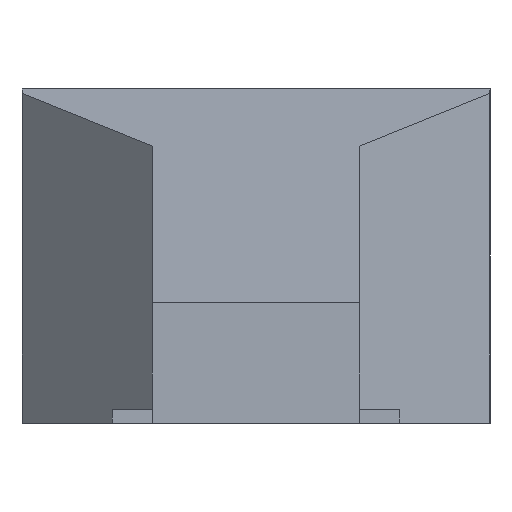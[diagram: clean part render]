
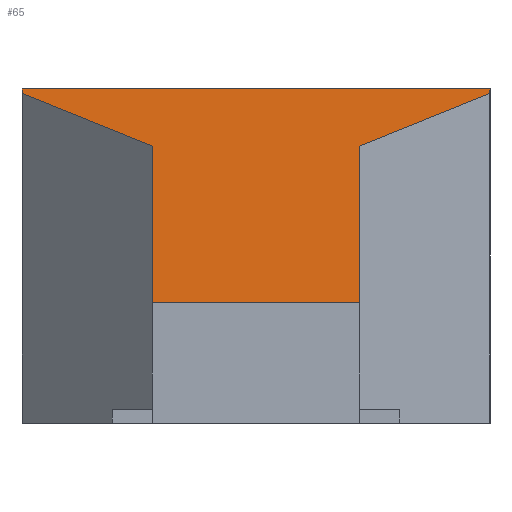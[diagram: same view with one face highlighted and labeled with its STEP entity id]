
A CAD part, left-side view. The second image highlights one B-rep face of the part: STEP entity #65.
In plain terms, the highlighted planar face has unit normal (-0.375, 0, 0.927).
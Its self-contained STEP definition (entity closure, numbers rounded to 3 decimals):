
#65=ADVANCED_FACE('',(#133),#134,.T.);
#133=FACE_OUTER_BOUND('',#202,.T.);
#134=PLANE('',#203);
#202=EDGE_LOOP('',(#334,#335,#336,#337,#338,#339,#340,#341));
#203=AXIS2_PLACEMENT_3D('',#342,#343,#344);
#334=ORIENTED_EDGE('',*,*,#446,.T.);
#335=ORIENTED_EDGE('',*,*,#455,.T.);
#336=ORIENTED_EDGE('',*,*,#486,.T.);
#337=ORIENTED_EDGE('',*,*,#478,.T.);
#338=ORIENTED_EDGE('',*,*,#470,.T.);
#339=ORIENTED_EDGE('',*,*,#487,.T.);
#340=ORIENTED_EDGE('',*,*,#488,.F.);
#341=ORIENTED_EDGE('',*,*,#482,.T.);
#342=CARTESIAN_POINT('',(0.0,0.,9.));
#343=DIRECTION('',(-0.375,0.,0.927));
#344=DIRECTION('',(0.0,-1.0,0.));
#446=EDGE_CURVE('',#538,#539,#540,.T.);
#455=EDGE_CURVE('',#539,#553,#555,.T.);
#470=EDGE_CURVE('',#574,#575,#576,.T.);
#478=EDGE_CURVE('',#588,#574,#589,.T.);
#482=EDGE_CURVE('',#594,#538,#595,.T.);
#486=EDGE_CURVE('',#553,#588,#600,.T.);
#487=EDGE_CURVE('',#575,#601,#602,.T.);
#488=EDGE_CURVE('',#594,#601,#603,.T.);
#538=VERTEX_POINT('',#665);
#539=VERTEX_POINT('',#666);
#540=LINE('',#667,#668);
#553=VERTEX_POINT('',#687);
#555=LINE('',#690,#691);
#574=VERTEX_POINT('',#719);
#575=VERTEX_POINT('',#720);
#576=LINE('',#721,#722);
#588=VERTEX_POINT('',#740);
#589=LINE('',#741,#742);
#594=VERTEX_POINT('',#749);
#595=LINE('',#750,#751);
#600=LINE('',#758,#759);
#601=VERTEX_POINT('',#760);
#602=LINE('',#761,#762);
#603=LINE('',#763,#764);
#665=CARTESIAN_POINT('',(38.75,17.5,24.656));
#666=CARTESIAN_POINT('',(29.0,7.75,20.717));
#667=CARTESIAN_POINT('',(24.319,3.069,18.825));
#668=VECTOR('',#812,1.0);
#687=CARTESIAN_POINT('',(0.0,7.75,9.));
#690=CARTESIAN_POINT('',(15.244,7.75,15.159));
#691=VECTOR('',#820,1.0);
#719=CARTESIAN_POINT('',(29.0,-7.75,20.717));
#720=CARTESIAN_POINT('',(38.75,-17.5,24.656));
#721=CARTESIAN_POINT('',(19.812,1.438,17.004));
#722=VECTOR('',#833,1.0);
#740=CARTESIAN_POINT('',(0.0,-7.75,9.));
#741=CARTESIAN_POINT('',(2.779,-7.75,10.123));
#742=VECTOR('',#840,1.0);
#749=CARTESIAN_POINT('',(39.601,17.5,25.));
#750=CARTESIAN_POINT('',(39.601,17.5,25.));
#751=VECTOR('',#843,1.0);
#758=CARTESIAN_POINT('',(0.0,0.,9.));
#759=VECTOR('',#846,1.0);
#760=CARTESIAN_POINT('',(39.601,-17.5,25.));
#761=CARTESIAN_POINT('',(39.601,-17.5,25.));
#762=VECTOR('',#847,1.0);
#763=CARTESIAN_POINT('',(39.601,0.,25.));
#764=VECTOR('',#848,1.0);
#812=DIRECTION('',(-0.68,-0.68,-0.275));
#820=DIRECTION('',(-0.927,0.0,-0.375));
#833=DIRECTION('',(0.68,-0.68,0.275));
#840=DIRECTION('',(0.927,0.0,0.375));
#843=DIRECTION('',(-0.927,0.,-0.375));
#846=DIRECTION('',(0.0,-1.0,0.));
#847=DIRECTION('',(0.927,0.,0.375));
#848=DIRECTION('',(0.0,-1.0,0.));
